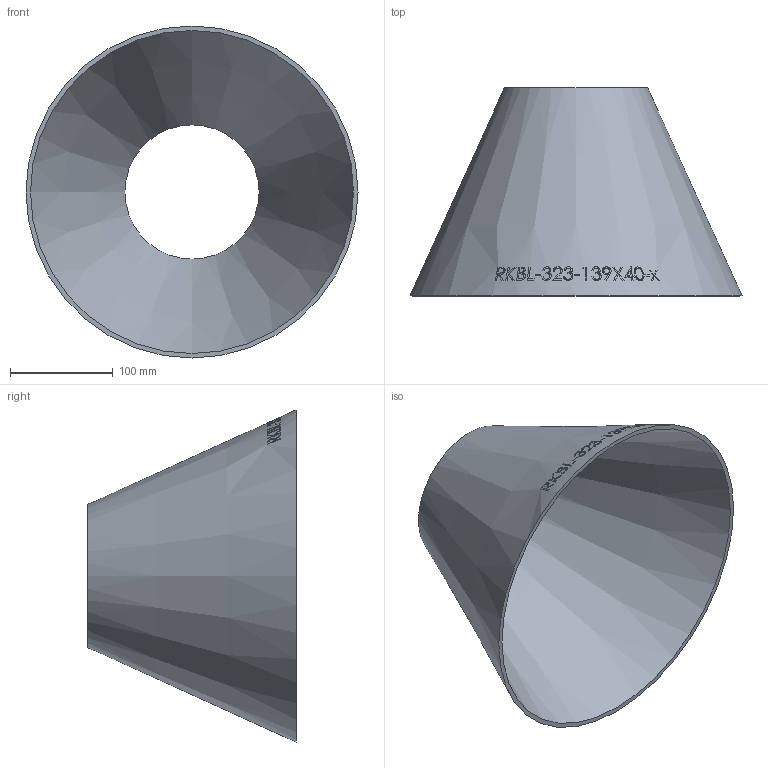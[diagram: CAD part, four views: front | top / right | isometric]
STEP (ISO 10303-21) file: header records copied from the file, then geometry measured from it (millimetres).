
FILE_DESCRIPTION (( 'STEP AP214' ), '1' );
FILE_NAME ('RK-323-139X40-x Reduzierung aus Blech 2006.STEP', '2020-06-03T10:56:25', ( '' ), ( '' ), 'SwSTEP 2.0', 'SolidWorks 2019', '' );
FILE_SCHEMA (( 'AUTOMOTIVE_DESIGN' ));
Length unit declared in the file: millimetre
Products named in the file (1): RK-323-139X40-x Reduzierung aus Blech 2006
Bounding box: 323.9 x 203 x 323.9 mm (x, y, z)
Volume: 636882.6 mm3; surface area: 324811.5 mm2
Topology: 1 solids, 1 shells, 217 faces, 576 edges, 384 vertices
Faces by surface type: bspline 190, cone 25, plane 2
Entity records: 35624 total; most frequent: CARTESIAN_POINT 29611, ORIENTED_EDGE 1148, EDGE_CURVE 574, B_SPLINE_CURVE_WITH_KNOTS 570, VERTEX_POINT 384, EDGE_LOOP 244, ADVANCED_FACE 217, FACE_OUTER_BOUND 217
